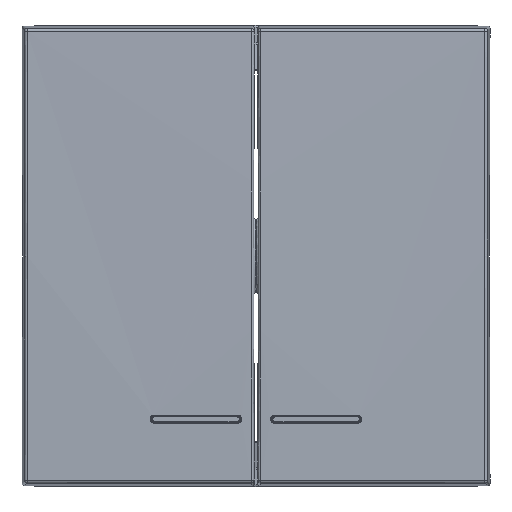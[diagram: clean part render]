
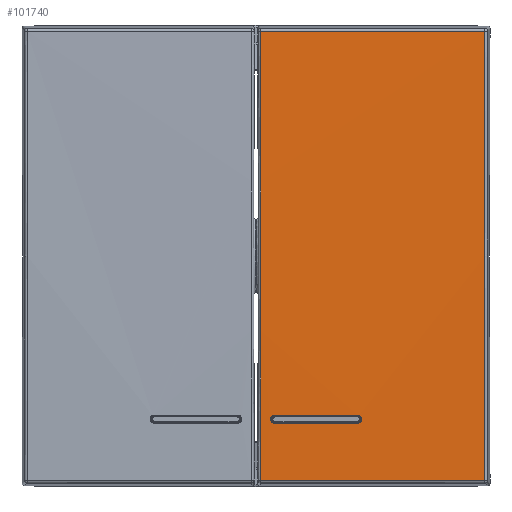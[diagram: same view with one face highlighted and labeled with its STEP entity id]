
A CAD part, top view. The second image highlights one B-rep face of the part: STEP entity #101740.
In plain terms, the highlighted cylindrical face has radius 1600 mm (diameter 3200 mm), a partial arc.
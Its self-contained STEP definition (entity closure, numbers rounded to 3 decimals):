
#75495=DIRECTION('',(1.,-0.011,0.));
#75496=VECTOR('',#75495,26.642);
#75497=CARTESIAN_POINT('',(0.565,8.004,
-26.695));
#75498=LINE('21751',#75497,#75496);
#75499=CARTESIAN_POINT('',(27.205,7.716,
-26.707));
#75500=CARTESIAN_POINT('',(27.203,7.776,
-23.124));
#75501=CARTESIAN_POINT('',(27.199,7.871,
-16.006));
#75502=CARTESIAN_POINT('',(27.196,7.94,
-5.743));
#75503=CARTESIAN_POINT('',(27.196,7.944,4.912));
#75504=CARTESIAN_POINT('',(27.199,7.874,15.785));
#75505=CARTESIAN_POINT('',(27.203,7.777,23.056));
#75506=CARTESIAN_POINT('',(27.205,7.716,26.707));
#75508=DIRECTION('',(-1.,0.011,0.));
#75509=VECTOR('',#75508,26.642);
#75510=CARTESIAN_POINT('',(27.205,7.716,26.707));
#75511=LINE('21757',#75510,#75509);
#75512=CARTESIAN_POINT('',(-16.697,-1591.68,0.));
#75513=DIRECTION('',(-1.,0.011,0.));
#75514=DIRECTION('',(0.011,1.,0.017));
#75515=AXIS2_PLACEMENT_3D('',#75512,#75513,#75514);
#75517=CARTESIAN_POINT('',(12.101,7.99,18.921));
#75518=CARTESIAN_POINT('',(12.123,7.99,18.921));
#75519=CARTESIAN_POINT('',(12.167,7.99,18.924));
#75520=CARTESIAN_POINT('',(12.231,7.989,18.937));
#75521=CARTESIAN_POINT('',(12.293,7.988,18.959));
#75522=CARTESIAN_POINT('',(12.351,7.987,18.989));
#75523=CARTESIAN_POINT('',(12.405,7.986,19.027));
#75524=CARTESIAN_POINT('',(12.453,7.985,19.072));
#75525=CARTESIAN_POINT('',(12.494,7.984,19.123));
#75526=CARTESIAN_POINT('',(12.528,7.983,19.179));
#75527=CARTESIAN_POINT('',(12.555,7.982,19.239));
#75528=CARTESIAN_POINT('',(12.572,7.981,19.302));
#75529=CARTESIAN_POINT('',(12.581,7.98,19.367));
#75530=CARTESIAN_POINT('',(12.582,7.979,19.433));
#75531=CARTESIAN_POINT('',(12.573,7.978,19.498));
#75532=CARTESIAN_POINT('',(12.555,7.978,19.561));
#75533=CARTESIAN_POINT('',(12.529,7.977,19.621));
#75534=CARTESIAN_POINT('',(12.495,7.977,19.678));
#75535=CARTESIAN_POINT('',(12.454,7.977,19.728));
#75536=CARTESIAN_POINT('',(12.406,7.977,19.773));
#75537=CARTESIAN_POINT('',(12.353,7.977,19.812));
#75538=CARTESIAN_POINT('',(12.295,7.977,19.842));
#75539=CARTESIAN_POINT('',(12.232,7.978,19.864));
#75540=CARTESIAN_POINT('',(12.167,7.978,19.878));
#75541=CARTESIAN_POINT('',(12.123,7.979,19.881));
#75542=CARTESIAN_POINT('',(12.101,7.979,19.881));
#75544=DIRECTION('',(1.,-0.011,0.001));
#75545=VECTOR('',#75544,9.901);
#75546=CARTESIAN_POINT('',(2.201,8.097,18.915));
#75547=LINE('21804',#75546,#75545);
#75548=CARTESIAN_POINT('',(2.201,8.086,19.887));
#75549=CARTESIAN_POINT('',(2.179,8.086,19.887));
#75550=CARTESIAN_POINT('',(2.135,8.086,19.884));
#75551=CARTESIAN_POINT('',(2.07,8.087,19.87));
#75552=CARTESIAN_POINT('',(2.007,8.088,19.848));
#75553=CARTESIAN_POINT('',(1.948,8.089,19.817));
#75554=CARTESIAN_POINT('',(1.893,8.09,19.779));
#75555=CARTESIAN_POINT('',(1.845,8.091,19.734));
#75556=CARTESIAN_POINT('',(1.803,8.092,19.682));
#75557=CARTESIAN_POINT('',(1.768,8.093,19.626));
#75558=CARTESIAN_POINT('',(1.742,8.094,19.565));
#75559=CARTESIAN_POINT('',(1.724,8.095,19.501));
#75560=CARTESIAN_POINT('',(1.715,8.096,19.435));
#75561=CARTESIAN_POINT('',(1.714,8.097,19.368));
#75562=CARTESIAN_POINT('',(1.723,8.098,19.303));
#75563=CARTESIAN_POINT('',(1.741,8.098,19.239));
#75564=CARTESIAN_POINT('',(1.768,8.099,19.177));
#75565=CARTESIAN_POINT('',(1.802,8.099,19.121));
#75566=CARTESIAN_POINT('',(1.844,8.099,19.069));
#75567=CARTESIAN_POINT('',(1.892,8.099,19.024));
#75568=CARTESIAN_POINT('',(1.947,8.099,18.985));
#75569=CARTESIAN_POINT('',(2.006,8.099,18.954));
#75570=CARTESIAN_POINT('',(2.069,8.099,18.932));
#75571=CARTESIAN_POINT('',(2.135,8.098,18.918));
#75572=CARTESIAN_POINT('',(2.179,8.098,18.915));
#75573=CARTESIAN_POINT('',(2.201,8.097,18.915));
#75575=DIRECTION('',(-1.,0.011,0.001));
#75576=VECTOR('',#75575,9.901);
#75577=CARTESIAN_POINT('',(12.101,7.979,19.881));
#75578=LINE('21800',#75577,#75576);
#85736=CARTESIAN_POINT('',(0.565,8.004,
-26.695));
#85737=CARTESIAN_POINT('',(27.205,7.716,
-26.707));
#85738=VERTEX_POINT('',#85736);
#85739=VERTEX_POINT('',#85737);
#85743=VERTEX_POINT('',#75506);
#85748=CARTESIAN_POINT('',(0.565,8.004,
26.695));
#85749=VERTEX_POINT('',#85748);
#85752=VERTEX_POINT('',#75517);
#85753=VERTEX_POINT('',#75542);
#85754=CARTESIAN_POINT('',(2.201,8.086,19.887));
#85755=VERTEX_POINT('',#85754);
#85756=VERTEX_POINT('',#75573);
#101718=CARTESIAN_POINT('',(-45.059,-1591.374,0.));
#101719=DIRECTION('',(1.,-0.011,0.));
#101720=DIRECTION('',(0.,0.,-1.));
#101721=AXIS2_PLACEMENT_3D('',#101718,#101719,#101720);
#101722=CYLINDRICAL_SURFACE('21740',#101721,1600.);
#101723=ORIENTED_EDGE('21751',*,*,#101700,.T.);
#101724=ORIENTED_EDGE('21754',*,*,#100317,.T.);
#101726=ORIENTED_EDGE('21757',*,*,#101725,.T.);
#101727=ORIENTED_EDGE('21760',*,*,#100439,.T.);
#101728=EDGE_LOOP('21740',(#101723,#101724,#101726,#101727));
#101729=FACE_OUTER_BOUND('21740',#101728,.F.);
#101731=ORIENTED_EDGE('21798',*,*,#101730,.F.);
#101733=ORIENTED_EDGE('21804',*,*,#101732,.F.);
#101735=ORIENTED_EDGE('21802',*,*,#101734,.F.);
#101737=ORIENTED_EDGE('21800',*,*,#101736,.F.);
#101738=EDGE_LOOP('21740',(#101731,#101733,#101735,#101737));
#101739=FACE_BOUND('21740',#101738,.F.);
#101740=ADVANCED_FACE('21740',(#101729,#101739),#101722,.T.);
#75507=B_SPLINE_CURVE_WITH_KNOTS('21754',3,(#75499,#75500,#75501,#75502,#75503,
#75504,#75505,#75506),.UNSPECIFIED.,.F.,.F.,(4,1,1,1,1,4),(0.,0.2,0.4,
0.6,0.8,1.),.UNSPECIFIED.);
#75516=CIRCLE('21760',#75515,1600.);
#75543=B_SPLINE_CURVE_WITH_KNOTS('21798',3,(#75517,#75518,#75519,#75520,#75521,
#75522,#75523,#75524,#75525,#75526,#75527,#75528,#75529,#75530,#75531,#75532,
#75533,#75534,#75535,#75536,#75537,#75538,#75539,#75540,#75541,#75542),
.UNSPECIFIED.,.F.,.F.,(4,1,1,1,1,1,1,1,1,1,1,1,1,1,1,1,1,1,1,1,1,1,1,4),(0.,
0.043,0.087,0.13,0.174,
0.217,0.261,0.304,0.348,
0.391,0.435,0.478,0.522,
0.565,0.609,0.652,0.696,
0.739,0.783,0.826,0.87,
0.913,0.957,1.),.UNSPECIFIED.);
#75574=B_SPLINE_CURVE_WITH_KNOTS('21802',3,(#75548,#75549,#75550,#75551,#75552,
#75553,#75554,#75555,#75556,#75557,#75558,#75559,#75560,#75561,#75562,#75563,
#75564,#75565,#75566,#75567,#75568,#75569,#75570,#75571,#75572,#75573),
.UNSPECIFIED.,.F.,.F.,(4,1,1,1,1,1,1,1,1,1,1,1,1,1,1,1,1,1,1,1,1,1,1,4),(0.,
0.043,0.087,0.13,0.174,
0.217,0.261,0.304,0.348,
0.391,0.435,0.478,0.522,
0.565,0.609,0.652,0.696,
0.739,0.783,0.826,0.87,
0.913,0.957,1.),.UNSPECIFIED.);
#100317=EDGE_CURVE('21754',#85739,#85743,#75507,.T.);
#100439=EDGE_CURVE('21760',#85749,#85738,#75516,.T.);
#101700=EDGE_CURVE('21751',#85738,#85739,#75498,.T.);
#101725=EDGE_CURVE('21757',#85743,#85749,#75511,.T.);
#101730=EDGE_CURVE('21798',#85752,#85753,#75543,.T.);
#101732=EDGE_CURVE('21804',#85756,#85752,#75547,.T.);
#101734=EDGE_CURVE('21802',#85755,#85756,#75574,.T.);
#101736=EDGE_CURVE('21800',#85753,#85755,#75578,.T.);
